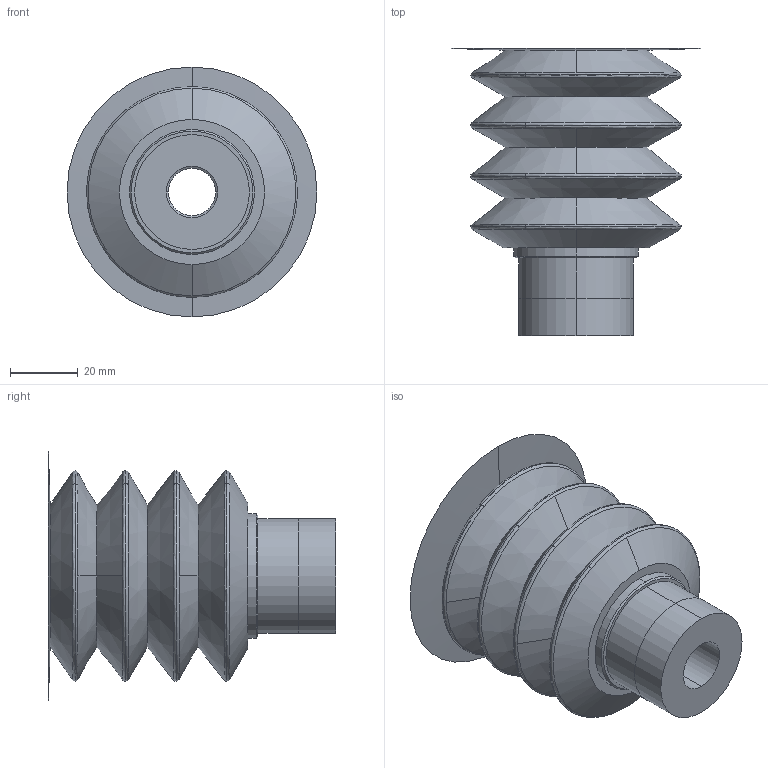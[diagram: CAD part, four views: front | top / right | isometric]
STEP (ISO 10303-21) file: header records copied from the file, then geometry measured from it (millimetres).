
FILE_DESCRIPTION (( 'STEP AP203' ), '1' );
FILE_NAME ('TGDS75-1.STEP', '2024-09-02T03:44:09', ( '' ), ( '' ), 'SwSTEP 2.0', 'SolidWorks 2023', '' );
FILE_SCHEMA (( 'CONFIG_CONTROL_DESIGN' ));
Length unit declared in the file: millimetre
Products named in the file (1): TGDS75-1
Bounding box: 74 x 85 x 74 mm (x, y, z)
Volume: 37854.4 mm3; surface area: 50977.6 mm2
Topology: 2 solids, 2 shells, 88 faces, 202 edges, 124 vertices
Faces by surface type: cone 42, cylinder 20, bspline 16, plane 10
Entity records: 2789 total; most frequent: CARTESIAN_POINT 655, DIRECTION 488, ORIENTED_EDGE 404, AXIS2_PLACEMENT_3D 213, EDGE_CURVE 202, CIRCLE 140, VERTEX_POINT 124, EDGE_LOOP 98
